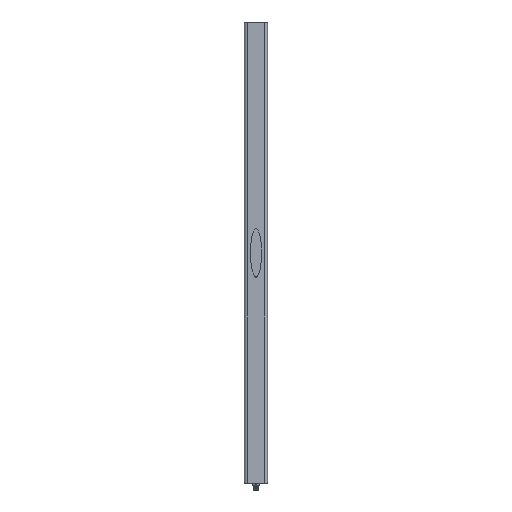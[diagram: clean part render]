
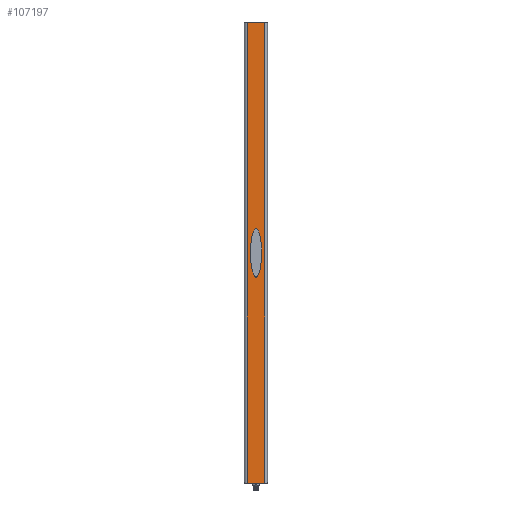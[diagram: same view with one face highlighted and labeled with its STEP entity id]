
A CAD part, front view. The second image highlights one B-rep face of the part: STEP entity #107197.
In plain terms, the highlighted planar face has unit normal (0, -1, 0).
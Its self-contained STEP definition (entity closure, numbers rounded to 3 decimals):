
#18296=DIRECTION('',(0.,0.,1.));
#18297=VECTOR('',#18296,1187.52);
#18298=CARTESIAN_POINT('',(52.4,0.,-1183.76));
#18299=LINE('',#18298,#18297);
#18314=DIRECTION('',(1.,0.,0.));
#18315=VECTOR('',#18314,45.4);
#18316=CARTESIAN_POINT('',(7.,0.,3.76));
#18317=LINE('',#18316,#18315);
#18318=DIRECTION('',(-1.,0.,0.));
#18319=VECTOR('',#18318,45.4);
#18320=CARTESIAN_POINT('',(52.4,0.,-1183.76));
#18321=LINE('',#18320,#18319);
#18322=CARTESIAN_POINT('',(29.7,0.,-652.5));
#18323=CARTESIAN_POINT('',(28.846,0.,-652.5));
#18324=CARTESIAN_POINT('',(27.516,0.,-652.009));
#18325=CARTESIAN_POINT('',(25.71,0.,-650.189));
#18326=CARTESIAN_POINT('',(24.358,0.,-648.215));
#18327=CARTESIAN_POINT('',(23.032,0.,-645.62));
#18328=CARTESIAN_POINT('',(21.754,0.,-642.41));
#18329=CARTESIAN_POINT('',(20.545,0.,-638.612));
#18330=CARTESIAN_POINT('',(19.429,0.,-634.273));
#18331=CARTESIAN_POINT('',(18.422,0.,-629.459));
#18332=CARTESIAN_POINT('',(17.541,0.,-624.251));
#18333=CARTESIAN_POINT('',(16.796,0.,-618.74));
#18334=CARTESIAN_POINT('',(16.194,0.,-613.024));
#18335=CARTESIAN_POINT('',(15.736,0.,-607.2));
#18336=CARTESIAN_POINT('',(15.472,0.,-602.334));
#18337=CARTESIAN_POINT('',(15.329,0.,-598.477));
#18338=CARTESIAN_POINT('',(15.253,0.,-595.61));
#18339=CARTESIAN_POINT('',(15.217,0.,-593.251));
#18340=CARTESIAN_POINT('',(15.202,0.,-591.385));
#18341=CARTESIAN_POINT('',(15.199,0.,-590.));
#18342=CARTESIAN_POINT('',(15.202,0.,-588.615));
#18343=CARTESIAN_POINT('',(15.217,0.,-586.749));
#18344=CARTESIAN_POINT('',(15.253,0.,-584.39));
#18345=CARTESIAN_POINT('',(15.329,0.,-581.523));
#18346=CARTESIAN_POINT('',(15.472,0.,-577.666));
#18347=CARTESIAN_POINT('',(15.736,0.,-572.8));
#18348=CARTESIAN_POINT('',(16.194,0.,-566.976));
#18349=CARTESIAN_POINT('',(16.796,0.,-561.26));
#18350=CARTESIAN_POINT('',(17.541,0.,-555.749));
#18351=CARTESIAN_POINT('',(18.422,0.,-550.541));
#18352=CARTESIAN_POINT('',(19.429,0.,-545.727));
#18353=CARTESIAN_POINT('',(20.545,0.,-541.388));
#18354=CARTESIAN_POINT('',(21.754,0.,-537.59));
#18355=CARTESIAN_POINT('',(23.032,0.,-534.38));
#18356=CARTESIAN_POINT('',(24.358,0.,-531.785));
#18357=CARTESIAN_POINT('',(25.71,0.,-529.811));
#18358=CARTESIAN_POINT('',(27.516,0.,-527.991));
#18359=CARTESIAN_POINT('',(28.846,0.,-527.5));
#18360=CARTESIAN_POINT('',(29.7,0.,-527.5));
#18362=CARTESIAN_POINT('',(29.7,0.,-527.5));
#18363=CARTESIAN_POINT('',(30.554,0.,-527.5));
#18364=CARTESIAN_POINT('',(31.884,0.,-527.991));
#18365=CARTESIAN_POINT('',(33.69,0.,-529.811));
#18366=CARTESIAN_POINT('',(35.042,0.,-531.785));
#18367=CARTESIAN_POINT('',(36.368,0.,-534.38));
#18368=CARTESIAN_POINT('',(37.646,0.,-537.59));
#18369=CARTESIAN_POINT('',(38.855,0.,-541.388));
#18370=CARTESIAN_POINT('',(39.971,0.,-545.727));
#18371=CARTESIAN_POINT('',(40.978,0.,-550.541));
#18372=CARTESIAN_POINT('',(41.859,0.,-555.749));
#18373=CARTESIAN_POINT('',(42.604,0.,-561.26));
#18374=CARTESIAN_POINT('',(43.206,0.,-566.976));
#18375=CARTESIAN_POINT('',(43.664,0.,-572.8));
#18376=CARTESIAN_POINT('',(43.928,0.,-577.666));
#18377=CARTESIAN_POINT('',(44.071,0.,-581.523));
#18378=CARTESIAN_POINT('',(44.147,0.,-584.39));
#18379=CARTESIAN_POINT('',(44.183,0.,-586.749));
#18380=CARTESIAN_POINT('',(44.198,0.,-588.615));
#18381=CARTESIAN_POINT('',(44.201,0.,-590.));
#18382=CARTESIAN_POINT('',(44.198,0.,-591.385));
#18383=CARTESIAN_POINT('',(44.183,0.,-593.251));
#18384=CARTESIAN_POINT('',(44.147,0.,-595.61));
#18385=CARTESIAN_POINT('',(44.071,0.,-598.477));
#18386=CARTESIAN_POINT('',(43.928,0.,-602.334));
#18387=CARTESIAN_POINT('',(43.664,0.,-607.2));
#18388=CARTESIAN_POINT('',(43.206,0.,-613.024));
#18389=CARTESIAN_POINT('',(42.604,0.,-618.74));
#18390=CARTESIAN_POINT('',(41.859,0.,-624.251));
#18391=CARTESIAN_POINT('',(40.978,0.,-629.459));
#18392=CARTESIAN_POINT('',(39.971,0.,-634.273));
#18393=CARTESIAN_POINT('',(38.855,0.,-638.612));
#18394=CARTESIAN_POINT('',(37.646,0.,-642.41));
#18395=CARTESIAN_POINT('',(36.368,0.,-645.62));
#18396=CARTESIAN_POINT('',(35.042,0.,-648.215));
#18397=CARTESIAN_POINT('',(33.69,0.,-650.189));
#18398=CARTESIAN_POINT('',(31.884,0.,-652.009));
#18399=CARTESIAN_POINT('',(30.554,0.,-652.5));
#18400=CARTESIAN_POINT('',(29.7,0.,-652.5));
#18411=DIRECTION('',(0.,0.,-1.));
#18412=VECTOR('',#18411,1187.52);
#18413=CARTESIAN_POINT('',(7.,0.,3.76));
#18414=LINE('',#18413,#18412);
#90935=CARTESIAN_POINT('',(52.4,0.,-1183.76));
#90936=CARTESIAN_POINT('',(7.,0.,-1183.76));
#90937=VERTEX_POINT('',#90935);
#90938=VERTEX_POINT('',#90936);
#91264=CARTESIAN_POINT('',(52.4,0.,3.76));
#91266=VERTEX_POINT('',#91264);
#91274=CARTESIAN_POINT('',(7.,0.,3.76));
#91275=VERTEX_POINT('',#91274);
#97900=VERTEX_POINT('',#18322);
#97901=VERTEX_POINT('',#18360);
#107177=CARTESIAN_POINT('',(0.,0.,-1180.));
#107178=DIRECTION('',(0.,-1.,0.));
#107179=DIRECTION('',(1.,0.,0.));
#107180=AXIS2_PLACEMENT_3D('',#107177,#107178,#107179);
#107181=PLANE('',#107180);
#107183=ORIENTED_EDGE('',*,*,#107182,.F.);
#107185=ORIENTED_EDGE('',*,*,#107184,.T.);
#107186=ORIENTED_EDGE('',*,*,#107167,.F.);
#107188=ORIENTED_EDGE('',*,*,#107187,.T.);
#107189=EDGE_LOOP('',(#107183,#107185,#107186,#107188));
#107190=FACE_OUTER_BOUND('',#107189,.F.);
#107192=ORIENTED_EDGE('',*,*,#107191,.F.);
#107194=ORIENTED_EDGE('',*,*,#107193,.F.);
#107195=EDGE_LOOP('',(#107192,#107194));
#107196=FACE_BOUND('',#107195,.F.);
#107197=ADVANCED_FACE('',(#107190,#107196),#107181,.T.);
#18361=B_SPLINE_CURVE_WITH_KNOTS('',3,(#18322,#18323,#18324,#18325,#18326,
#18327,#18328,#18329,#18330,#18331,#18332,#18333,#18334,#18335,#18336,#18337,
#18338,#18339,#18340,#18341,#18342,#18343,#18344,#18345,#18346,#18347,#18348,
#18349,#18350,#18351,#18352,#18353,#18354,#18355,#18356,#18357,#18358,#18359,
#18360),.UNSPECIFIED.,.F.,.F.,(4,1,1,1,1,1,1,1,1,1,1,1,1,1,1,1,1,1,1,1,1,1,1,1,
1,1,1,1,1,1,1,1,1,1,1,1,4),(0.,0.063,0.094,0.125,0.156,0.188,
0.219,0.25,0.281,0.313,0.344,0.375,0.406,0.438,
0.453,0.469,0.484,0.492,0.5,0.508,0.516,
0.531,0.547,0.563,0.594,0.625,0.656,0.688,0.719,
0.75,0.781,0.813,0.844,0.875,0.906,0.938,1.),
.UNSPECIFIED.);
#18401=B_SPLINE_CURVE_WITH_KNOTS('',3,(#18362,#18363,#18364,#18365,#18366,
#18367,#18368,#18369,#18370,#18371,#18372,#18373,#18374,#18375,#18376,#18377,
#18378,#18379,#18380,#18381,#18382,#18383,#18384,#18385,#18386,#18387,#18388,
#18389,#18390,#18391,#18392,#18393,#18394,#18395,#18396,#18397,#18398,#18399,
#18400),.UNSPECIFIED.,.F.,.F.,(4,1,1,1,1,1,1,1,1,1,1,1,1,1,1,1,1,1,1,1,1,1,1,1,
1,1,1,1,1,1,1,1,1,1,1,1,4),(0.,0.063,0.094,0.125,0.156,0.188,
0.219,0.25,0.281,0.313,0.344,0.375,0.406,0.438,
0.453,0.469,0.484,0.492,0.5,0.508,0.516,
0.531,0.547,0.563,0.594,0.625,0.656,0.688,0.719,
0.75,0.781,0.813,0.844,0.875,0.906,0.938,1.),
.UNSPECIFIED.);
#107167=EDGE_CURVE('',#90937,#91266,#18299,.T.);
#107182=EDGE_CURVE('',#91275,#90938,#18414,.T.);
#107184=EDGE_CURVE('',#91275,#91266,#18317,.T.);
#107187=EDGE_CURVE('',#90937,#90938,#18321,.T.);
#107191=EDGE_CURVE('',#97900,#97901,#18361,.T.);
#107193=EDGE_CURVE('',#97901,#97900,#18401,.T.);
